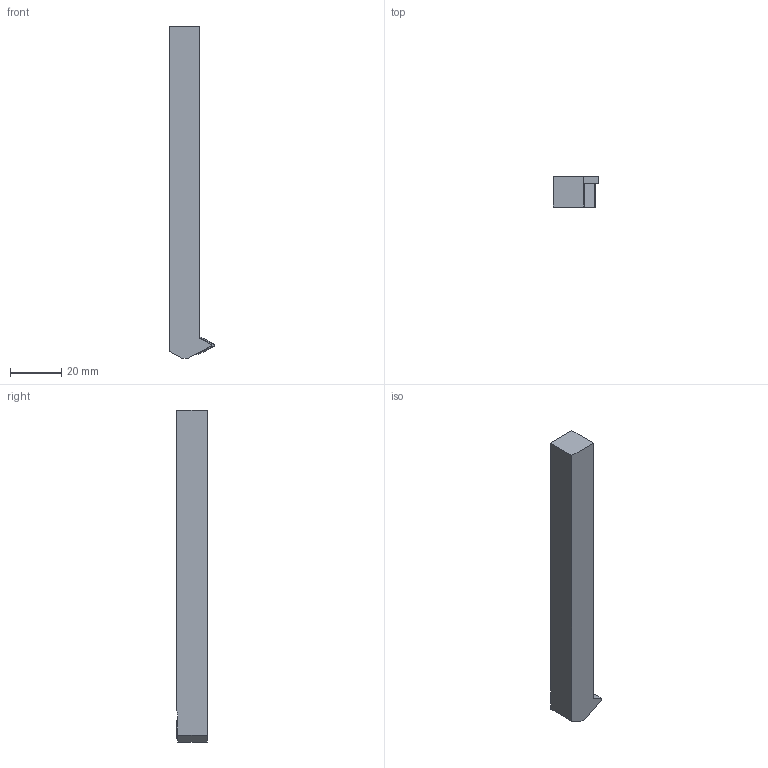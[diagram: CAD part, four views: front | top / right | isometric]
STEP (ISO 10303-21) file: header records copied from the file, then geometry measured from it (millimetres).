
FILE_DESCRIPTION(/* description */ (''),/* implementation_level */ '2;1');
FILE_NAME(/* name */ 'SDXCL1212K07_S_203436388ndi000_00_SIM.stp',/* time_stamp */ '2021-04-09T12:05:12+02:00',/* author */ (''),/* organization */ (''),/* preprocessor_version */ 'ST-DEVELOPER v16.7',/* originating_system */ 'SIEMENS PLM Software NX 12.0',/* authorisation */ '');
FILE_SCHEMA (('AUTOMOTIVE_DESIGN { 1 0 10303 214 3 1 1 1 }'));
Length unit declared in the file: millimetre
Products named in the file (1): mp541BBC90E8a8lt
Bounding box: 18 x 12 x 130 mm (x, y, z)
Volume: 18714.2 mm3; surface area: 6722.4 mm2
Topology: 2 solids, 2 shells, 33 faces, 92 edges, 72 vertices
Faces by surface type: plane 21, cylinder 7, cone 4, torus 1
Full cylindrical faces by diameter (mm): 2.8 x2
Entity records: 1094 total; most frequent: DIRECTION 180, CARTESIAN_POINT 174, ORIENTED_EDGE 156, EDGE_CURVE 78, LINE 60, VECTOR 60, AXIS2_PLACEMENT_3D 60, VERTEX_POINT 54
